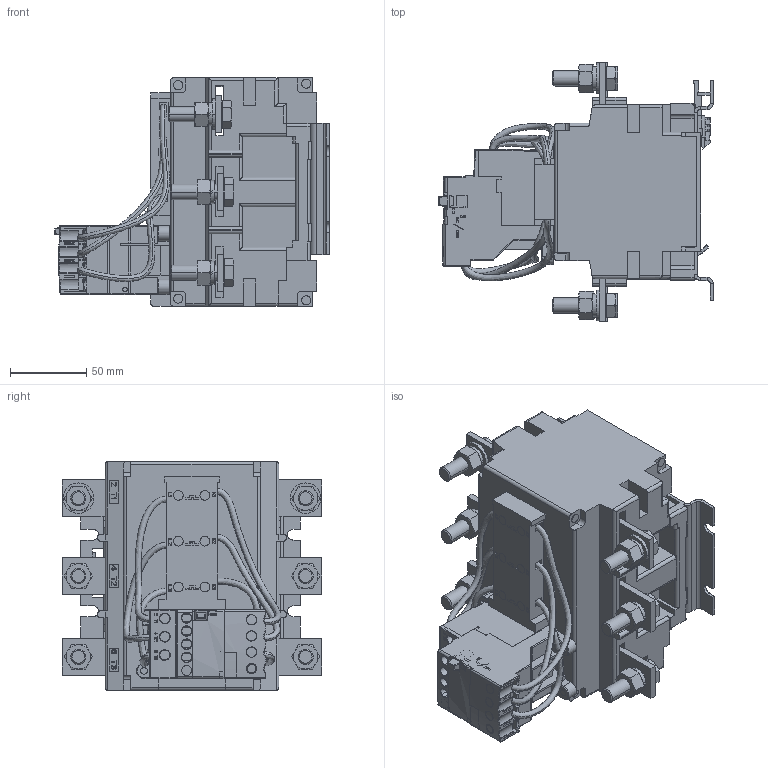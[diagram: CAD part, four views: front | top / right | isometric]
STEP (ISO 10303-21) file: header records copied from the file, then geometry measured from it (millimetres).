
FILE_DESCRIPTION((''),'2;1');
FILE_NAME('2331028000_SW0001','2025-07-01T',('qiang01.yu'),(''),'PRO/ENGINEER BY PARAMETRIC TECHNOLOGY CORPORATION, 2015440','PRO/ENGINEER BY PARAMETRIC TECHNOLOGY CORPORATION, 2015440','');
FILE_SCHEMA(('CONFIG_CONTROL_DESIGN'));
Products named in the file (1): 2331028000_SW0001
Bounding box: 179.8 x 170 x 150 mm (x, y, z)
Volume: 960734.9 mm3; surface area: 349207.2 mm2
Topology: 2 solids, 3 shells, 6333 faces, 18025 edges, 11696 vertices
Faces by surface type: plane 5025, cylinder 827, extrusion 163, cone 151, bspline 62, sphere 55, torus 50
Entity records: 222639 total; most frequent: CARTESIAN_POINT 59166, ORIENTED_EDGE 35942, DIRECTION 30812, EDGE_CURVE 17971, VECTOR 14948, LINE 14785, VERTEX_POINT 11696, AXIS2_PLACEMENT_3D 7932
